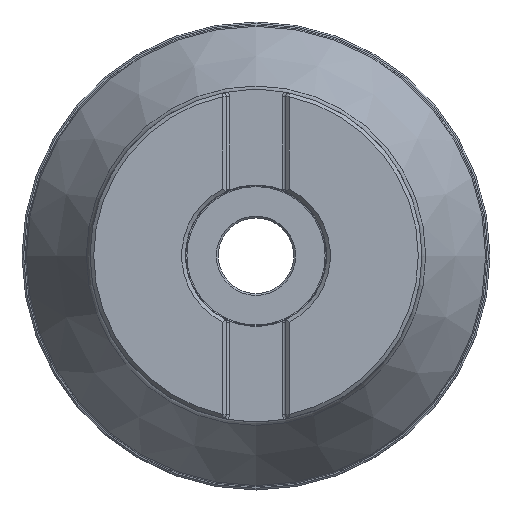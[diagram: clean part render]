
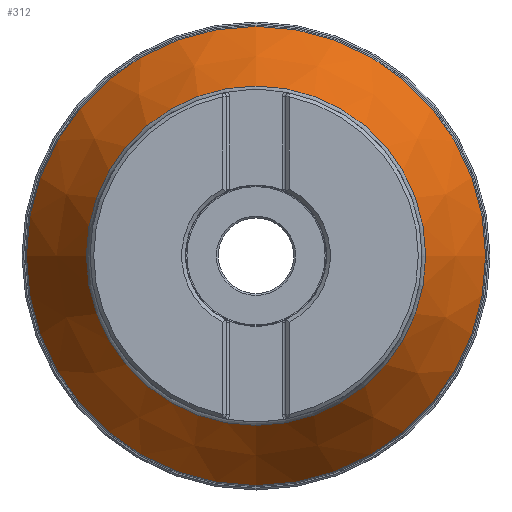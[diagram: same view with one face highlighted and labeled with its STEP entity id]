
A CAD part, top view. The second image highlights one B-rep face of the part: STEP entity #312.
In plain terms, the highlighted conical face has half-angle 30 degrees and reference radius 45 mm.
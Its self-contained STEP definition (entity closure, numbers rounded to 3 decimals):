
#270=CONICAL_SURFACE('',#1521,45.,30.);
#312=ADVANCED_FACE('',(#515,#516),#270,.T.);
#515=FACE_BOUND('',#622,.T.);
#516=FACE_BOUND('',#623,.T.);
#622=EDGE_LOOP('',(#789));
#623=EDGE_LOOP('',(#790));
#789=ORIENTED_EDGE('',*,*,#1247,.T.);
#790=ORIENTED_EDGE('',*,*,#1248,.T.);
#1119=VERTEX_POINT('',#2452);
#1120=VERTEX_POINT('',#2454);
#1247=EDGE_CURVE('',#1119,#1119,#1414,.T.);
#1248=EDGE_CURVE('',#1120,#1120,#1415,.T.);
#1414=CIRCLE('',#1519,62.258);
#1415=CIRCLE('',#1520,46.005);
#1519=AXIS2_PLACEMENT_3D('',#2451,#1768,#1769);
#1520=AXIS2_PLACEMENT_3D('',#2453,#1770,#1771);
#1521=AXIS2_PLACEMENT_3D('',#2455,#1772,#1773);
#1768=DIRECTION('',(0.,0.,1.));
#1769=DIRECTION('',(-1.,0.,0.));
#1770=DIRECTION('',(0.,0.,-1.));
#1771=DIRECTION('',(-1.,0.,0.));
#1772=DIRECTION('',(0.,0.,-1.));
#1773=DIRECTION('',(-1.,0.,0.));
#2451=CARTESIAN_POINT('',(0.,0.,-51.312));
#2452=CARTESIAN_POINT('',(-62.258,0.,-51.312));
#2453=CARTESIAN_POINT('',(0.,0.,-23.161));
#2454=CARTESIAN_POINT('',(-46.005,0.,-23.161));
#2455=CARTESIAN_POINT('',(0.,0.,-21.42));
